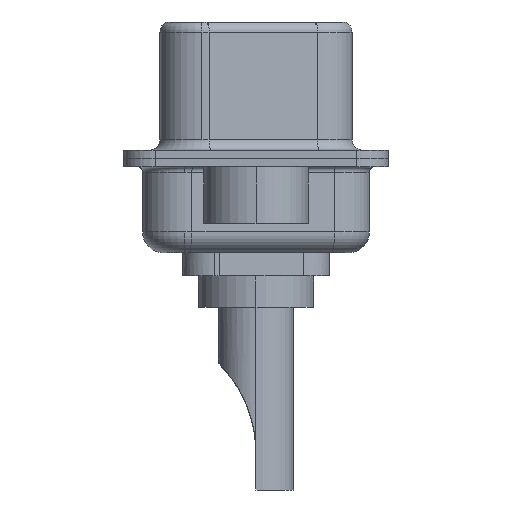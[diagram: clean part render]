
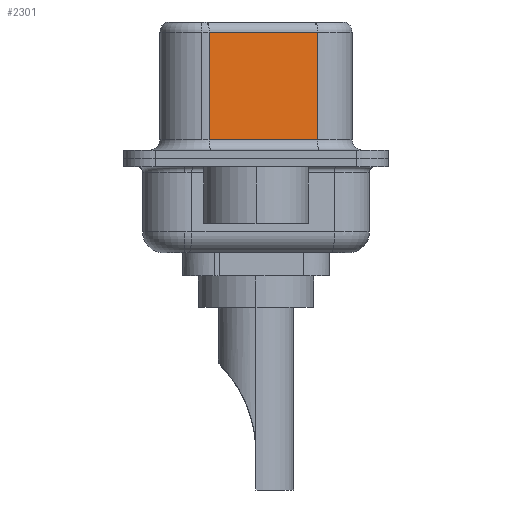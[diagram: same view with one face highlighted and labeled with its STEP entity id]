
A CAD part, left-side view. The second image highlights one B-rep face of the part: STEP entity #2301.
In plain terms, the highlighted planar face has unit normal (-0.985, -0.174, 0).
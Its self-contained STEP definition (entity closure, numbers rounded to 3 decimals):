
#410 = DIRECTION ( 'NONE',  ( 0.174, -0.985, 0. ) ) ;
#865 = CARTESIAN_POINT ( 'NONE',  ( 4.58, -2.927, 6.52 ) ) ;
#1271 = ORIENTED_EDGE ( 'NONE', *, *, #12067, .T. ) ;
#1502 = VERTEX_POINT ( 'NONE', #12898 ) ;
#1723 = AXIS2_PLACEMENT_3D ( 'NONE', #14022, #2689, #13899 ) ;
#1910 = DIRECTION ( 'NONE',  ( 0., 0., -1. ) ) ;
#2004 = CARTESIAN_POINT ( 'NONE',  ( 4.58, -2.927, 6.02 ) ) ;
#2082 = ORIENTED_EDGE ( 'NONE', *, *, #11840, .T. ) ;
#2301 = ADVANCED_FACE ( 'NONE', ( #8639 ), #14078, .F. ) ;
#2457 = VERTEX_POINT ( 'NONE', #2004 ) ;
#2689 = DIRECTION ( 'NONE',  ( 0.985, 0.174, 0. ) ) ;
#2975 = VECTOR ( 'NONE', #410, 1000. ) ;
#3675 = DIRECTION ( 'NONE',  ( -0.174, 0.985, 0. ) ) ;
#5555 = CARTESIAN_POINT ( 'NONE',  ( 4.58, -2.927, 0.9 ) ) ;
#5878 = EDGE_CURVE ( 'NONE', #2457, #8509, #6030, .T. ) ;
#6030 = LINE ( 'NONE', #865, #12085 ) ;
#6305 = LINE ( 'NONE', #14403, #13968 ) ;
#7064 = LINE ( 'NONE', #11406, #8624 ) ;
#7182 = CARTESIAN_POINT ( 'NONE',  ( 3.67, 2.233, 0.9 ) ) ;
#7480 = EDGE_LOOP ( 'NONE', ( #13345, #1271, #15090, #2082 ) ) ;
#8509 = VERTEX_POINT ( 'NONE', #14032 ) ;
#8624 = VECTOR ( 'NONE', #10146, 1000. ) ;
#8639 = FACE_OUTER_BOUND ( 'NONE', #7480, .T. ) ;
#10146 = DIRECTION ( 'NONE',  ( 0., 0., -1. ) ) ;
#11406 = CARTESIAN_POINT ( 'NONE',  ( 3.67, 2.233, 6.52 ) ) ;
#11840 = EDGE_CURVE ( 'NONE', #14075, #8509, #14800, .T. ) ;
#12067 = EDGE_CURVE ( 'NONE', #2457, #1502, #6305, .T. ) ;
#12085 = VECTOR ( 'NONE', #1910, 1000. ) ;
#12898 = CARTESIAN_POINT ( 'NONE',  ( 3.67, 2.233, 6.02 ) ) ;
#13345 = ORIENTED_EDGE ( 'NONE', *, *, #5878, .F. ) ;
#13899 = DIRECTION ( 'NONE',  ( -0.174, 0.985, 0. ) ) ;
#13968 = VECTOR ( 'NONE', #3675, 1000. ) ;
#14022 = CARTESIAN_POINT ( 'NONE',  ( 4.58, -2.927, 6.52 ) ) ;
#14032 = CARTESIAN_POINT ( 'NONE',  ( 4.58, -2.927, 0.9 ) ) ;
#14055 = EDGE_CURVE ( 'NONE', #1502, #14075, #7064, .T. ) ;
#14075 = VERTEX_POINT ( 'NONE', #7182 ) ;
#14078 = PLANE ( 'NONE',  #1723 ) ;
#14403 = CARTESIAN_POINT ( 'NONE',  ( 4.58, -2.927, 6.02 ) ) ;
#14800 = LINE ( 'NONE', #5555, #2975 ) ;
#15090 = ORIENTED_EDGE ( 'NONE', *, *, #14055, .T. ) ;
